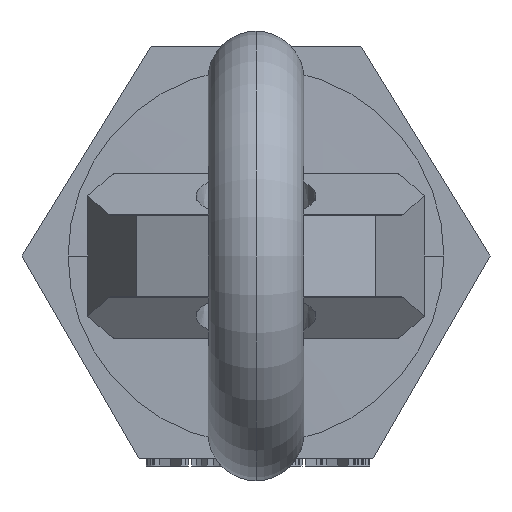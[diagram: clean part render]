
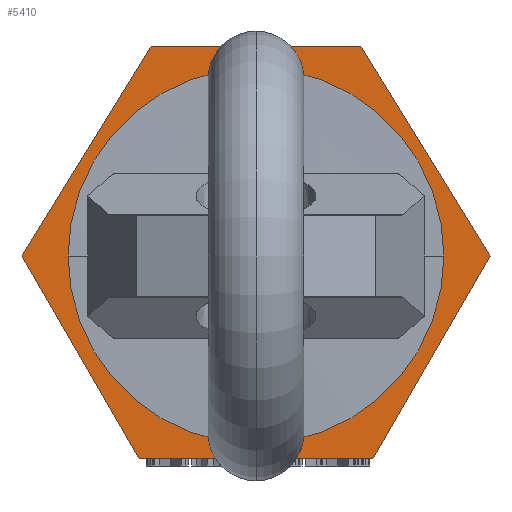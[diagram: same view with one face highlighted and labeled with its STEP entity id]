
A CAD part, front view. The second image highlights one B-rep face of the part: STEP entity #5410.
In plain terms, the highlighted planar face has unit normal (0, -1, 0).
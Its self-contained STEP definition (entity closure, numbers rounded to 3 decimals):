
#1045=DIRECTION('',(-0.5,0.,0.866));
#1046=VECTOR('',#1045,31.754);
#1047=CARTESIAN_POINT('',(-15.877,21.26,-7.5));
#1048=LINE('',#1047,#1046);
#1049=DIRECTION('',(0.525,0.,0.851));
#1050=VECTOR('',#1049,33.344);
#1051=CARTESIAN_POINT('',(-31.754,21.26,20.));
#1052=LINE('',#1051,#1050);
#1053=DIRECTION('',(1.,0.,0.));
#1054=VECTOR('',#1053,28.495);
#1055=CARTESIAN_POINT('',(-14.248,21.26,48.379));
#1056=LINE('',#1055,#1054);
#1057=DIRECTION('',(0.525,0.,-0.851));
#1058=VECTOR('',#1057,33.344);
#1059=CARTESIAN_POINT('',(14.248,21.26,48.379));
#1060=LINE('',#1059,#1058);
#1061=DIRECTION('',(-0.5,0.,-0.866));
#1062=VECTOR('',#1061,31.754);
#1063=CARTESIAN_POINT('',(31.754,21.26,20.));
#1064=LINE('',#1063,#1062);
#1065=DIRECTION('',(-1.,0.,0.));
#1066=VECTOR('',#1065,31.754);
#1067=CARTESIAN_POINT('',(15.877,21.26,-7.5));
#1068=LINE('',#1067,#1066);
#1141=CARTESIAN_POINT('',(0.,21.26,20.));
#1142=DIRECTION('',(0.,1.,0.));
#1143=DIRECTION('',(1.,0.,0.));
#1144=AXIS2_PLACEMENT_3D('',#1141,#1142,#1143);
#1154=CARTESIAN_POINT('',(0.,21.26,20.));
#1155=DIRECTION('',(0.,-1.,0.));
#1156=DIRECTION('',(1.,0.,0.));
#1157=AXIS2_PLACEMENT_3D('',#1154,#1155,#1156);
#3717=CARTESIAN_POINT('',(-15.877,21.26,-7.5));
#3718=CARTESIAN_POINT('',(-31.754,21.26,20.));
#3719=VERTEX_POINT('',#3717);
#3720=VERTEX_POINT('',#3718);
#3721=CARTESIAN_POINT('',(-14.248,21.26,48.379));
#3722=VERTEX_POINT('',#3721);
#3723=CARTESIAN_POINT('',(14.248,21.26,48.379));
#3724=VERTEX_POINT('',#3723);
#3725=CARTESIAN_POINT('',(31.754,21.26,20.));
#3726=VERTEX_POINT('',#3725);
#3727=CARTESIAN_POINT('',(15.877,21.26,-7.5));
#3728=VERTEX_POINT('',#3727);
#3741=CARTESIAN_POINT('',(21.,21.26,20.));
#3742=CARTESIAN_POINT('',(-21.,21.26,20.));
#3743=VERTEX_POINT('',#3741);
#3744=VERTEX_POINT('',#3742);
#5386=CARTESIAN_POINT('',(0.,21.26,20.));
#5387=DIRECTION('',(0.,1.,0.));
#5388=DIRECTION('',(1.,0.,0.));
#5389=AXIS2_PLACEMENT_3D('',#5386,#5387,#5388);
#5390=PLANE('',#5389);
#5392=ORIENTED_EDGE('',*,*,#5391,.T.);
#5394=ORIENTED_EDGE('',*,*,#5393,.T.);
#5396=ORIENTED_EDGE('',*,*,#5395,.T.);
#5398=ORIENTED_EDGE('',*,*,#5397,.T.);
#5400=ORIENTED_EDGE('',*,*,#5399,.T.);
#5401=ORIENTED_EDGE('',*,*,#4810,.T.);
#5402=EDGE_LOOP('',(#5392,#5394,#5396,#5398,#5400,#5401));
#5403=FACE_OUTER_BOUND('',#5402,.F.);
#5405=ORIENTED_EDGE('',*,*,#5404,.F.);
#5407=ORIENTED_EDGE('',*,*,#5406,.T.);
#5408=EDGE_LOOP('',(#5405,#5407));
#5409=FACE_BOUND('',#5408,.F.);
#5410=ADVANCED_FACE('',(#5403,#5409),#5390,.F.);
#1145=CIRCLE('',#1144,21.);
#1158=CIRCLE('',#1157,21.);
#4810=EDGE_CURVE('',#3728,#3719,#1068,.T.);
#5391=EDGE_CURVE('',#3719,#3720,#1048,.T.);
#5393=EDGE_CURVE('',#3720,#3722,#1052,.T.);
#5395=EDGE_CURVE('',#3722,#3724,#1056,.T.);
#5397=EDGE_CURVE('',#3724,#3726,#1060,.T.);
#5399=EDGE_CURVE('',#3726,#3728,#1064,.T.);
#5404=EDGE_CURVE('',#3743,#3744,#1145,.T.);
#5406=EDGE_CURVE('',#3743,#3744,#1158,.T.);
